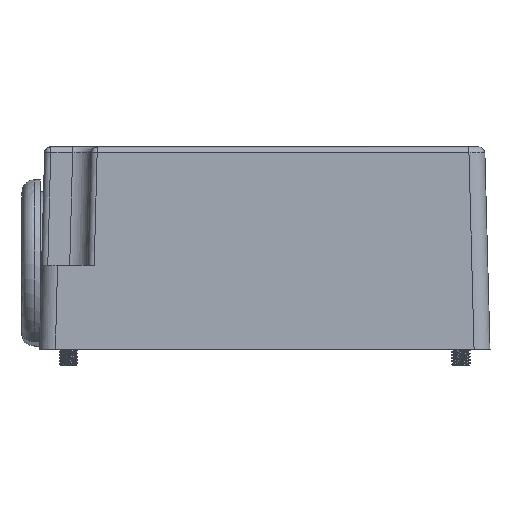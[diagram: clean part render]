
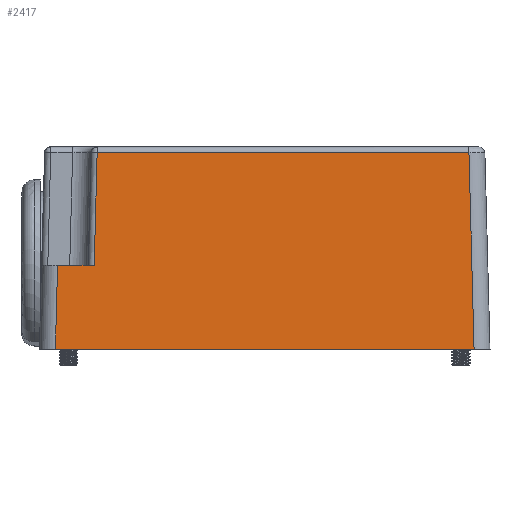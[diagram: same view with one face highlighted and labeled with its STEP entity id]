
A CAD part, left-side view. The second image highlights one B-rep face of the part: STEP entity #2417.
In plain terms, the highlighted planar face has unit normal (-1, 0, 0.026).
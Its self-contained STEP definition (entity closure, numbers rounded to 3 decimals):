
#1677=CARTESIAN_POINT('Vertex',(-782.128,6.53,-38.518)) ;
#1680=CARTESIAN_POINT('Line Origine',(-782.128,40.686,-38.518)) ;
#1684=CARTESIAN_POINT('Vertex',(-782.128,74.841,-38.518)) ;
#2371=CARTESIAN_POINT('Axis2P3D Location',(-782.827,39.186,-65.217)) ;
#2376=CARTESIAN_POINT('Line Origine',(-781.708,6.95,-22.506)) ;
#2380=CARTESIAN_POINT('Vertex',(-781.289,7.369,-6.494)) ;
#2383=CARTESIAN_POINT('Line Origine',(-781.289,37.697,-6.494)) ;
#2387=CARTESIAN_POINT('Vertex',(-781.289,68.025,-6.494)) ;
#2390=CARTESIAN_POINT('Line Origine',(-781.529,68.265,-15.655)) ;
#2394=CARTESIAN_POINT('Vertex',(-781.769,68.504,-24.815)) ;
#2397=CARTESIAN_POINT('Line Origine',(-781.769,71.493,-24.815)) ;
#2401=CARTESIAN_POINT('Vertex',(-781.769,74.482,-24.815)) ;
#2404=CARTESIAN_POINT('Line Origine',(-781.948,74.662,-31.667)) ;
#1681=DIRECTION('Vector Direction',(0.,-1.,0.)) ;
#2372=DIRECTION('Axis2P3D Direction',(-1.,0.,0.026)) ;
#2373=DIRECTION('Axis2P3D XDirection',(-0.026,0.,-1.)) ;
#2377=DIRECTION('Vector Direction',(0.026,0.026,0.999)) ;
#2384=DIRECTION('Vector Direction',(0.,1.,0.)) ;
#2391=DIRECTION('Vector Direction',(-0.026,0.026,-0.999)) ;
#2398=DIRECTION('Vector Direction',(0.,-1.,0.)) ;
#2405=DIRECTION('Vector Direction',(-0.026,0.026,-0.999)) ;
#2374=AXIS2_PLACEMENT_3D('Plane Axis2P3D',#2371,#2372,#2373) ;
#2410=ORIENTED_EDGE('',*,*,#2382,.T.) ;
#2411=ORIENTED_EDGE('',*,*,#2389,.T.) ;
#2412=ORIENTED_EDGE('',*,*,#2396,.T.) ;
#2413=ORIENTED_EDGE('',*,*,#2403,.F.) ;
#2414=ORIENTED_EDGE('',*,*,#2408,.T.) ;
#2415=ORIENTED_EDGE('',*,*,#1686,.T.) ;
#1682=VECTOR('Line Direction',#1681,1.) ;
#2378=VECTOR('Line Direction',#2377,1.) ;
#2385=VECTOR('Line Direction',#2384,1.) ;
#2392=VECTOR('Line Direction',#2391,1.) ;
#2399=VECTOR('Line Direction',#2398,1.) ;
#2406=VECTOR('Line Direction',#2405,1.) ;
#2417=ADVANCED_FACE('BREP_WITH_VOIDS #459',(#2416),#2375,.T.) ;
#1686=EDGE_CURVE('',#1685,#1678,#1683,.T.) ;
#2382=EDGE_CURVE('',#1678,#2381,#2379,.T.) ;
#2389=EDGE_CURVE('',#2381,#2388,#2386,.T.) ;
#2396=EDGE_CURVE('',#2388,#2395,#2393,.T.) ;
#2403=EDGE_CURVE('',#2402,#2395,#2400,.T.) ;
#2408=EDGE_CURVE('',#2402,#1685,#2407,.T.) ;
#2409=EDGE_LOOP('',(#2410,#2411,#2412,#2413,#2414,#2415)) ;
#2416=FACE_OUTER_BOUND('',#2409,.T.) ;
#1683=LINE('Line',#1680,#1682) ;
#2379=LINE('Line',#2376,#2378) ;
#2386=LINE('Line',#2383,#2385) ;
#2393=LINE('Line',#2390,#2392) ;
#2400=LINE('Line',#2397,#2399) ;
#2407=LINE('Line',#2404,#2406) ;
#2375=PLANE('Plane',#2374) ;
#1678=VERTEX_POINT('',#1677) ;
#1685=VERTEX_POINT('',#1684) ;
#2381=VERTEX_POINT('',#2380) ;
#2388=VERTEX_POINT('',#2387) ;
#2395=VERTEX_POINT('',#2394) ;
#2402=VERTEX_POINT('',#2401) ;
